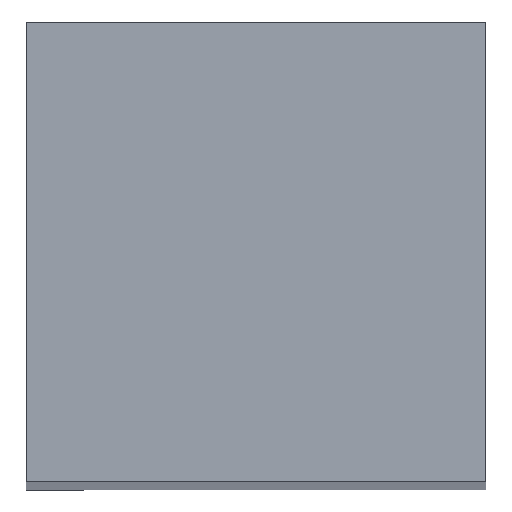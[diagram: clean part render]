
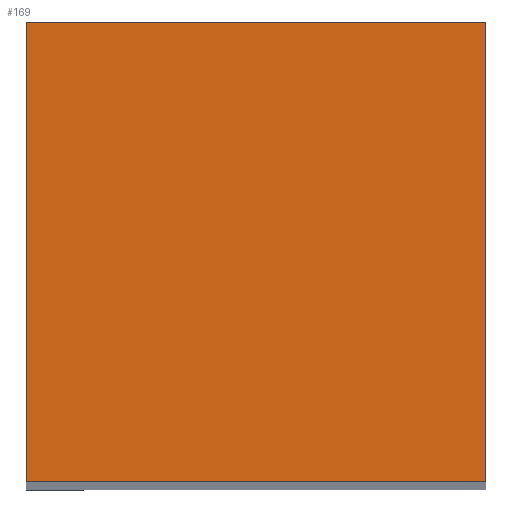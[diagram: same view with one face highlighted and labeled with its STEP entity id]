
A CAD part, top view. The second image highlights one B-rep face of the part: STEP entity #169.
In plain terms, the highlighted planar face has unit normal (0, 0, 1).
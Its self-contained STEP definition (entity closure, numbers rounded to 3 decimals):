
#2 = DIRECTION ( 'NONE',  ( -1., 0., 0. ) ) ;
#14 = DIRECTION ( 'NONE',  ( -1., 0., 0. ) ) ;
#34 = DIRECTION ( 'NONE',  ( 1., 0., 0. ) ) ;
#35 = PLANE ( 'NONE',  #96 ) ;
#42 = EDGE_LOOP ( 'NONE', ( #222, #175, #227, #137 ) ) ;
#48 = DIRECTION ( 'NONE',  ( 0., -1., 0. ) ) ;
#52 = EDGE_CURVE ( 'NONE', #68, #101, #73, .T. ) ;
#54 = CARTESIAN_POINT ( 'NONE',  ( -1000., -1000., 10000. ) ) ;
#60 = CARTESIAN_POINT ( 'NONE',  ( 0., 0., 10000. ) ) ;
#68 = VERTEX_POINT ( 'NONE', #140 ) ;
#70 = CARTESIAN_POINT ( 'NONE',  ( 0., 0., 10000. ) ) ;
#73 = LINE ( 'NONE', #210, #207 ) ;
#76 = DIRECTION ( 'NONE',  ( 0., 1., 0. ) ) ;
#77 = CARTESIAN_POINT ( 'NONE',  ( -1000., 0., 10000. ) ) ;
#84 = VERTEX_POINT ( 'NONE', #54 ) ;
#86 = LINE ( 'NONE', #230, #162 ) ;
#96 = AXIS2_PLACEMENT_3D ( 'NONE', #70, #154, #14 ) ;
#101 = VERTEX_POINT ( 'NONE', #233 ) ;
#118 = VECTOR ( 'NONE', #34, 1000. ) ;
#122 = FACE_OUTER_BOUND ( 'NONE', #42, .T. ) ;
#133 = VERTEX_POINT ( 'NONE', #77 ) ;
#137 = ORIENTED_EDGE ( 'NONE', *, *, #165, .T. ) ;
#140 = CARTESIAN_POINT ( 'NONE',  ( 0., -1000., 10000. ) ) ;
#153 = VECTOR ( 'NONE', #2, 1000. ) ;
#154 = DIRECTION ( 'NONE',  ( 0., 0., -1. ) ) ;
#159 = LINE ( 'NONE', #60, #153 ) ;
#162 = VECTOR ( 'NONE', #48, 1000. ) ;
#165 = EDGE_CURVE ( 'NONE', #84, #68, #225, .T. ) ;
#169 = ADVANCED_FACE ( 'NONE', ( #122 ), #35, .F. ) ;
#175 = ORIENTED_EDGE ( 'NONE', *, *, #209, .T. ) ;
#189 = EDGE_CURVE ( 'NONE', #133, #84, #86, .T. ) ;
#196 = CARTESIAN_POINT ( 'NONE',  ( 0., -1000., 10000. ) ) ;
#207 = VECTOR ( 'NONE', #76, 1000. ) ;
#209 = EDGE_CURVE ( 'NONE', #101, #133, #159, .T. ) ;
#210 = CARTESIAN_POINT ( 'NONE',  ( 0., 0., 10000. ) ) ;
#222 = ORIENTED_EDGE ( 'NONE', *, *, #52, .T. ) ;
#225 = LINE ( 'NONE', #196, #118 ) ;
#227 = ORIENTED_EDGE ( 'NONE', *, *, #189, .T. ) ;
#230 = CARTESIAN_POINT ( 'NONE',  ( -1000., 0., 10000. ) ) ;
#233 = CARTESIAN_POINT ( 'NONE',  ( 0., 0., 10000. ) ) ;
